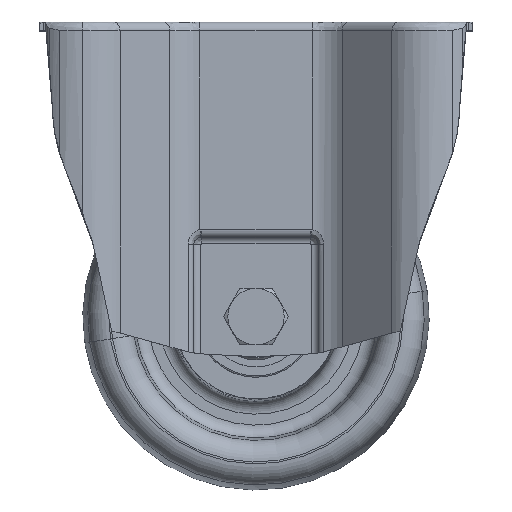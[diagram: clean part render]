
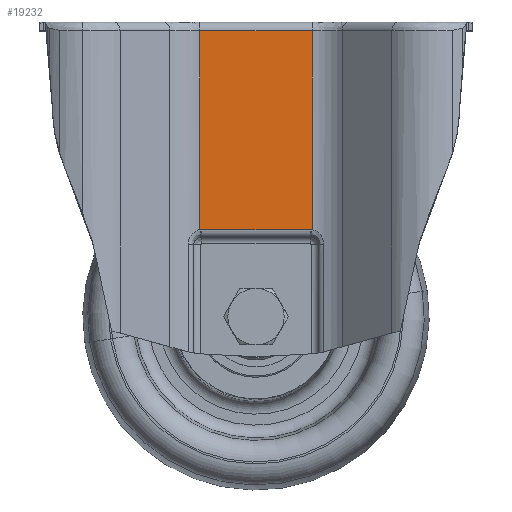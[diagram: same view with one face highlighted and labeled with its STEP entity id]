
A CAD part, top view. The second image highlights one B-rep face of the part: STEP entity #19232.
In plain terms, the highlighted planar face has unit normal (0, 0, 1).
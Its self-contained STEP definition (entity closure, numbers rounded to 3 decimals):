
#275 = VERTEX_POINT ( 'NONE', #14868 ) ;
#337 = EDGE_CURVE ( 'NONE', #5641, #4309, #7402, .T. ) ;
#491 = CARTESIAN_POINT ( 'NONE',  ( -12.967, -47.934, 24.5 ) ) ;
#1059 = CARTESIAN_POINT ( 'NONE',  ( 0.648, 0.297, 24.5 ) ) ;
#1144 = PLANE ( 'NONE',  #21501 ) ;
#1207 = ORIENTED_EDGE ( 'NONE', *, *, #5125, .T. ) ;
#1362 = VERTEX_POINT ( 'NONE', #16312 ) ;
#1539 = VECTOR ( 'NONE', #3789, 1000. ) ;
#1996 = CARTESIAN_POINT ( 'NONE',  ( 12.967, -82., 24.5 ) ) ;
#3207 = ORIENTED_EDGE ( 'NONE', *, *, #3340, .F. ) ;
#3340 = EDGE_CURVE ( 'NONE', #275, #18437, #11823, .T. ) ;
#3509 = CARTESIAN_POINT ( 'NONE',  ( 12.967, -2., 24.5 ) ) ;
#3789 = DIRECTION ( 'NONE',  ( 0., 1., 0. ) ) ;
#4309 = VERTEX_POINT ( 'NONE', #18531 ) ;
#4451 = CARTESIAN_POINT ( 'NONE',  ( -12.967, -82., 24.5 ) ) ;
#5125 = EDGE_CURVE ( 'NONE', #1362, #18437, #21472, .T. ) ;
#5391 = CARTESIAN_POINT ( 'NONE',  ( 12.5, -47.903, 24.5 ) ) ;
#5641 = VERTEX_POINT ( 'NONE', #5391 ) ;
#6506 = ORIENTED_EDGE ( 'NONE', *, *, #7629, .F. ) ;
#6532 = CARTESIAN_POINT ( 'NONE',  ( 0.648, -47.903, 24.5 ) ) ;
#7143 = VECTOR ( 'NONE', #20310, 1000. ) ;
#7402 = LINE ( 'NONE', #6532, #7689 ) ;
#7629 = EDGE_CURVE ( 'NONE', #4309, #14071, #14859, .T. ) ;
#7647 = CARTESIAN_POINT ( 'NONE',  ( -12.656, -47.903, 24.5 ) ) ;
#7689 = VECTOR ( 'NONE', #20573, 1000. ) ;
#10252 = EDGE_LOOP ( 'NONE', ( #19398, #1207, #3207, #21850, #6506, #12139 ) ) ;
#10546 =( BOUNDED_CURVE ( )  B_SPLINE_CURVE ( 3, ( #15347, #17352, #20596, #20899 ),
 .UNSPECIFIED., .F., .F. ) 
 B_SPLINE_CURVE_WITH_KNOTS ( ( 4, 4 ),
 ( 0., 1. ),
 .UNSPECIFIED. ) 
 CURVE ( )  GEOMETRIC_REPRESENTATION_ITEM ( )  RATIONAL_B_SPLINE_CURVE ( ( 1., 0.999, 0.999, 1. ) ) 
 REPRESENTATION_ITEM ( '' )  );
#10770 = EDGE_CURVE ( 'NONE', #275, #14071, #12524, .T. ) ;
#11110 = CARTESIAN_POINT ( 'NONE',  ( -12.5, -47.903, 24.5 ) ) ;
#11339 = CARTESIAN_POINT ( 'NONE',  ( -12.812, -47.913, 24.5 ) ) ;
#11823 = LINE ( 'NONE', #22011, #7143 ) ;
#12139 = ORIENTED_EDGE ( 'NONE', *, *, #337, .F. ) ;
#12524 = LINE ( 'NONE', #4451, #16675 ) ;
#14071 = VERTEX_POINT ( 'NONE', #16904 ) ;
#14661 = FACE_OUTER_BOUND ( 'NONE', #10252, .T. ) ;
#14859 =( BOUNDED_CURVE ( )  B_SPLINE_CURVE ( 3, ( #11110, #7647, #11339, #491 ),
 .UNSPECIFIED., .F., .F. ) 
 B_SPLINE_CURVE_WITH_KNOTS ( ( 4, 4 ),
 ( 0., 1. ),
 .UNSPECIFIED. ) 
 CURVE ( )  GEOMETRIC_REPRESENTATION_ITEM ( )  RATIONAL_B_SPLINE_CURVE ( ( 1., 0.999, 0.999, 1. ) ) 
 REPRESENTATION_ITEM ( '' )  );
#14868 = CARTESIAN_POINT ( 'NONE',  ( -12.967, -2., 24.5 ) ) ;
#15347 = CARTESIAN_POINT ( 'NONE',  ( 12.967, -47.934, 24.5 ) ) ;
#16312 = CARTESIAN_POINT ( 'NONE',  ( 12.967, -47.934, 24.5 ) ) ;
#16675 = VECTOR ( 'NONE', #21914, 1000. ) ;
#16904 = CARTESIAN_POINT ( 'NONE',  ( -12.967, -47.934, 24.5 ) ) ;
#17352 = CARTESIAN_POINT ( 'NONE',  ( 12.812, -47.913, 24.5 ) ) ;
#18284 = EDGE_CURVE ( 'NONE', #1362, #5641, #10546, .T. ) ;
#18437 = VERTEX_POINT ( 'NONE', #3509 ) ;
#18531 = CARTESIAN_POINT ( 'NONE',  ( -12.5, -47.903, 24.5 ) ) ;
#18786 = DIRECTION ( 'NONE',  ( 0., 0., -1. ) ) ;
#19232 = ADVANCED_FACE ( 'NONE', ( #14661 ), #1144, .F. ) ;
#19398 = ORIENTED_EDGE ( 'NONE', *, *, #18284, .F. ) ;
#20310 = DIRECTION ( 'NONE',  ( 1., 0., 0. ) ) ;
#20573 = DIRECTION ( 'NONE',  ( -1., 0., 0. ) ) ;
#20596 = CARTESIAN_POINT ( 'NONE',  ( 12.656, -47.903, 24.5 ) ) ;
#20899 = CARTESIAN_POINT ( 'NONE',  ( 12.5, -47.903, 24.5 ) ) ;
#21472 = LINE ( 'NONE', #1996, #1539 ) ;
#21501 = AXIS2_PLACEMENT_3D ( 'NONE', #1059, #18786, #22341 ) ;
#21850 = ORIENTED_EDGE ( 'NONE', *, *, #10770, .T. ) ;
#21914 = DIRECTION ( 'NONE',  ( 0., -1., 0. ) ) ;
#22011 = CARTESIAN_POINT ( 'NONE',  ( -13.615, -2., 24.5 ) ) ;
#22341 = DIRECTION ( 'NONE',  ( 0., -1., 0. ) ) ;
